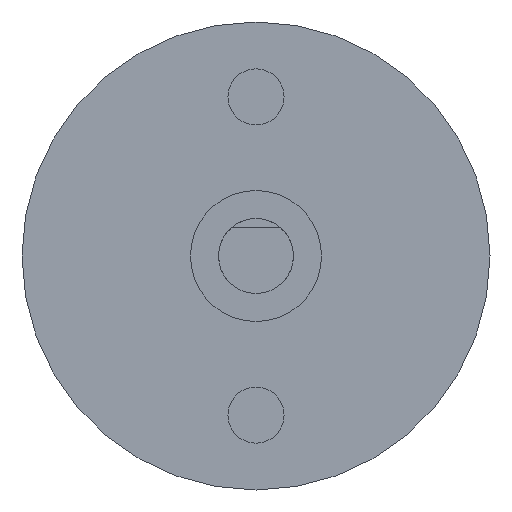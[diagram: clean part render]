
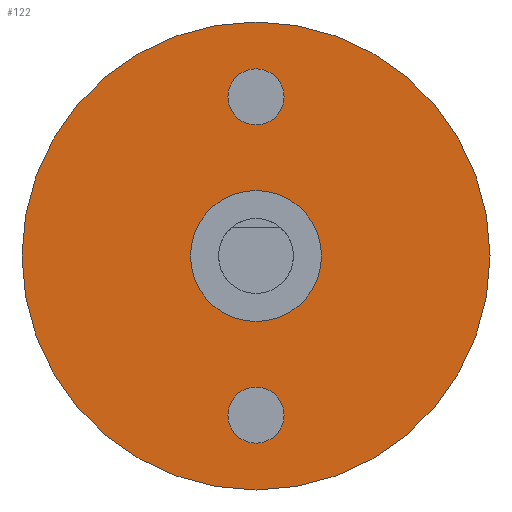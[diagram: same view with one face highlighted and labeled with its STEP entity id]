
A CAD part, front view. The second image highlights one B-rep face of the part: STEP entity #122.
In plain terms, the highlighted planar face has unit normal (0, -1, 0).
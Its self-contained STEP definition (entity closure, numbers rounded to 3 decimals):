
#20 = CARTESIAN_POINT ( 'NONE',  ( 0., 0., 0. ) ) ;
#24 = DIRECTION ( 'NONE',  ( 0., 1., 0. ) ) ;
#26 = EDGE_CURVE ( 'NONE', #534, #257, #98, .T. ) ;
#43 = CIRCLE ( 'NONE', #478, 12.5 ) ;
#51 = CARTESIAN_POINT ( 'NONE',  ( 0., 0., -12.5 ) ) ;
#62 = ORIENTED_EDGE ( 'NONE', *, *, #440, .F. ) ;
#72 = CIRCLE ( 'NONE', #173, 1.5 ) ;
#74 = CARTESIAN_POINT ( 'NONE',  ( 0., 0., 0. ) ) ;
#86 = VERTEX_POINT ( 'NONE', #252 ) ;
#96 = CARTESIAN_POINT ( 'NONE',  ( 0., 0., -7. ) ) ;
#98 = CIRCLE ( 'NONE', #241, 1.5 ) ;
#112 = DIRECTION ( 'NONE',  ( 0., 0., 1. ) ) ;
#115 = AXIS2_PLACEMENT_3D ( 'NONE', #221, #532, #400 ) ;
#122 = ADVANCED_FACE ( 'NONE', ( #307, #577, #164, #352 ), #593, .F. ) ;
#125 = ORIENTED_EDGE ( 'NONE', *, *, #290, .T. ) ;
#129 = ORIENTED_EDGE ( 'NONE', *, *, #474, .T. ) ;
#154 = VERTEX_POINT ( 'NONE', #493 ) ;
#155 = CARTESIAN_POINT ( 'NONE',  ( 0., 0., 0. ) ) ;
#156 = VERTEX_POINT ( 'NONE', #438 ) ;
#157 = CARTESIAN_POINT ( 'NONE',  ( 0., 0., 7. ) ) ;
#164 = FACE_BOUND ( 'NONE', #271, .T. ) ;
#168 = DIRECTION ( 'NONE',  ( 0., 1., 0. ) ) ;
#170 = ORIENTED_EDGE ( 'NONE', *, *, #266, .T. ) ;
#173 = AXIS2_PLACEMENT_3D ( 'NONE', #280, #371, #553 ) ;
#175 = ORIENTED_EDGE ( 'NONE', *, *, #449, .T. ) ;
#181 = EDGE_CURVE ( 'NONE', #356, #86, #321, .T. ) ;
#189 = AXIS2_PLACEMENT_3D ( 'NONE', #255, #168, #529 ) ;
#194 = DIRECTION ( 'NONE',  ( 0., 0., 1. ) ) ;
#221 = CARTESIAN_POINT ( 'NONE',  ( 0., 0., 0. ) ) ;
#237 = DIRECTION ( 'NONE',  ( 0., 1., 0. ) ) ;
#241 = AXIS2_PLACEMENT_3D ( 'NONE', #291, #304, #112 ) ;
#242 = AXIS2_PLACEMENT_3D ( 'NONE', #74, #381, #387 ) ;
#243 = DIRECTION ( 'NONE',  ( 0., 0., 1. ) ) ;
#250 = CIRCLE ( 'NONE', #591, 12.5 ) ;
#252 = CARTESIAN_POINT ( 'NONE',  ( 0., 0., 3.5 ) ) ;
#255 = CARTESIAN_POINT ( 'NONE',  ( 0., 0., 0. ) ) ;
#256 = EDGE_LOOP ( 'NONE', ( #315, #129 ) ) ;
#257 = VERTEX_POINT ( 'NONE', #508 ) ;
#266 = EDGE_CURVE ( 'NONE', #156, #587, #286, .T. ) ;
#271 = EDGE_LOOP ( 'NONE', ( #175, #399 ) ) ;
#280 = CARTESIAN_POINT ( 'NONE',  ( 0., 0., -8.5 ) ) ;
#284 = DIRECTION ( 'NONE',  ( 0., 1., 0. ) ) ;
#286 = CIRCLE ( 'NONE', #430, 1.5 ) ;
#290 = EDGE_CURVE ( 'NONE', #587, #156, #72, .T. ) ;
#291 = CARTESIAN_POINT ( 'NONE',  ( 0., 0., 8.5 ) ) ;
#302 = ORIENTED_EDGE ( 'NONE', *, *, #526, .F. ) ;
#304 = DIRECTION ( 'NONE',  ( 0., 1., 0. ) ) ;
#307 = FACE_BOUND ( 'NONE', #541, .T. ) ;
#308 = EDGE_LOOP ( 'NONE', ( #302, #62 ) ) ;
#315 = ORIENTED_EDGE ( 'NONE', *, *, #26, .T. ) ;
#319 = VERTEX_POINT ( 'NONE', #51 ) ;
#321 = CIRCLE ( 'NONE', #115, 3.5 ) ;
#344 = DIRECTION ( 'NONE',  ( 0., 0., 1. ) ) ;
#352 = FACE_OUTER_BOUND ( 'NONE', #308, .T. ) ;
#355 = CIRCLE ( 'NONE', #398, 1.5 ) ;
#356 = VERTEX_POINT ( 'NONE', #498 ) ;
#371 = DIRECTION ( 'NONE',  ( 0., 1., 0. ) ) ;
#381 = DIRECTION ( 'NONE',  ( 0., 1., 0. ) ) ;
#387 = DIRECTION ( 'NONE',  ( 0., 0., 1. ) ) ;
#398 = AXIS2_PLACEMENT_3D ( 'NONE', #513, #24, #243 ) ;
#399 = ORIENTED_EDGE ( 'NONE', *, *, #181, .T. ) ;
#400 = DIRECTION ( 'NONE',  ( 0., 0., 1. ) ) ;
#418 = DIRECTION ( 'NONE',  ( 0., 0., 1. ) ) ;
#430 = AXIS2_PLACEMENT_3D ( 'NONE', #549, #284, #418 ) ;
#438 = CARTESIAN_POINT ( 'NONE',  ( 0., 0., -10. ) ) ;
#440 = EDGE_CURVE ( 'NONE', #154, #319, #43, .T. ) ;
#449 = EDGE_CURVE ( 'NONE', #86, #356, #589, .T. ) ;
#474 = EDGE_CURVE ( 'NONE', #257, #534, #355, .T. ) ;
#478 = AXIS2_PLACEMENT_3D ( 'NONE', #20, #559, #194 ) ;
#493 = CARTESIAN_POINT ( 'NONE',  ( 0., 0., 12.5 ) ) ;
#498 = CARTESIAN_POINT ( 'NONE',  ( 0., 0., -3.5 ) ) ;
#508 = CARTESIAN_POINT ( 'NONE',  ( 0., 0., 10. ) ) ;
#513 = CARTESIAN_POINT ( 'NONE',  ( 0., 0., 8.5 ) ) ;
#526 = EDGE_CURVE ( 'NONE', #319, #154, #250, .T. ) ;
#529 = DIRECTION ( 'NONE',  ( 0., 0., 1. ) ) ;
#532 = DIRECTION ( 'NONE',  ( 0., 1., 0. ) ) ;
#534 = VERTEX_POINT ( 'NONE', #157 ) ;
#541 = EDGE_LOOP ( 'NONE', ( #170, #125 ) ) ;
#549 = CARTESIAN_POINT ( 'NONE',  ( 0., 0., -8.5 ) ) ;
#553 = DIRECTION ( 'NONE',  ( 0., 0., 1. ) ) ;
#559 = DIRECTION ( 'NONE',  ( 0., 1., 0. ) ) ;
#577 = FACE_BOUND ( 'NONE', #256, .T. ) ;
#587 = VERTEX_POINT ( 'NONE', #96 ) ;
#589 = CIRCLE ( 'NONE', #242, 3.5 ) ;
#591 = AXIS2_PLACEMENT_3D ( 'NONE', #155, #237, #344 ) ;
#593 = PLANE ( 'NONE',  #189 ) ;
